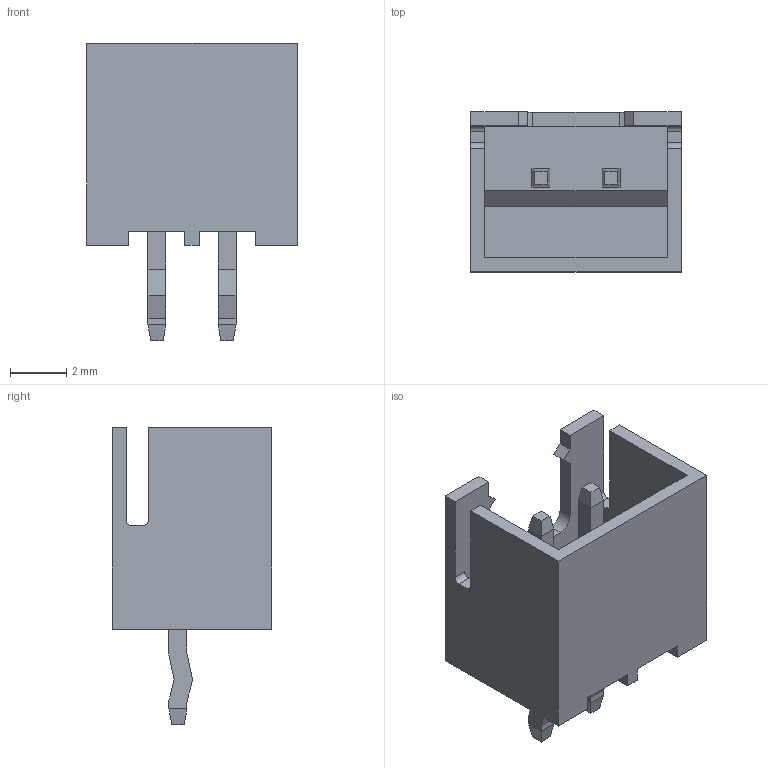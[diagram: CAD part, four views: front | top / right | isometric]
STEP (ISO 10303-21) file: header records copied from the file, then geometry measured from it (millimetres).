
FILE_DESCRIPTION (( 'STEP AP214' ), '1' );
FILE_NAME ('FWF25001-S02S22W1B-REF.STEP', '2025-12-02T06:17:41', ( '' ), ( '' ), 'SwSTEP 2.0', 'SolidWorks 2021', '' );
FILE_SCHEMA (( 'AUTOMOTIVE_DESIGN' ));
Length unit declared in the file: millimetre
Products named in the file (1): FWF25001-S02S22W1B-REF
Bounding box: 7.5 x 5.7 x 10.6 mm (x, y, z)
Volume: 115.4 mm3; surface area: 424.1 mm2
Topology: 1 solids, 1 shells, 94 faces, 248 edges, 160 vertices
Faces by surface type: plane 88, cylinder 6
Entity records: 2870 total; most frequent: CARTESIAN_POINT 503, ORIENTED_EDGE 496, DIRECTION 450, EDGE_CURVE 248, LINE 236, VECTOR 236, VERTEX_POINT 160, AXIS2_PLACEMENT_3D 107
